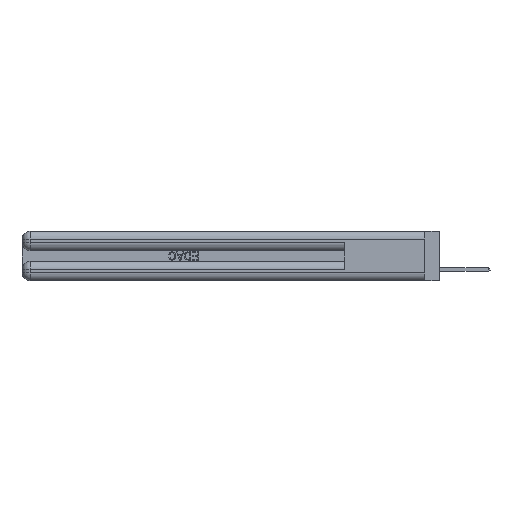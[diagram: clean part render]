
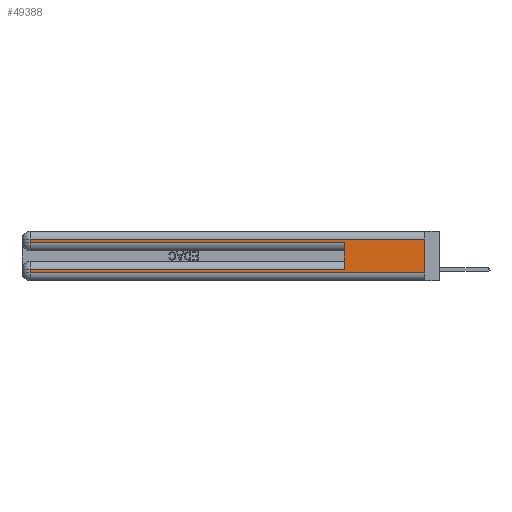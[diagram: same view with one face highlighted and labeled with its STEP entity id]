
A CAD part, left-side view. The second image highlights one B-rep face of the part: STEP entity #49388.
In plain terms, the highlighted planar face has unit normal (-1, 0, 0).
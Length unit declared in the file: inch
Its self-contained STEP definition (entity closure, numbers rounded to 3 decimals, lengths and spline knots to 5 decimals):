
#388 = ORIENTED_EDGE ( 'NONE', *, *, #4670, .T. ) ;
#792 = EDGE_LOOP ( 'NONE', ( #23101, #40502, #44482, #37695, #46294, #15342, #42504, #388 ) ) ;
#1830 = VECTOR ( 'NONE', #44207, 39.37008 ) ;
#4670 = EDGE_CURVE ( 'NONE', #38895, #53451, #47585, .T. ) ;
#5177 = VERTEX_POINT ( 'NONE', #45627 ) ;
#5925 = LINE ( 'NONE', #52608, #36451 ) ;
#7202 = DIRECTION ( 'NONE',  ( 0., 0., 1. ) ) ;
#7729 = DIRECTION ( 'NONE',  ( 0., -1., 0. ) ) ;
#9416 = VECTOR ( 'NONE', #43716, 39.37008 ) ;
#11007 = VERTEX_POINT ( 'NONE', #22890 ) ;
#11217 = CARTESIAN_POINT ( 'NONE',  ( 0., 0., 0.37 ) ) ;
#12052 = LINE ( 'NONE', #52373, #1830 ) ;
#14333 = CARTESIAN_POINT ( 'NONE',  ( 0., 2.94, 0.285 ) ) ;
#15098 = DIRECTION ( 'NONE',  ( 0., -1., 0. ) ) ;
#15342 = ORIENTED_EDGE ( 'NONE', *, *, #27842, .T. ) ;
#16767 = LINE ( 'NONE', #51392, #9416 ) ;
#18592 = DIRECTION ( 'NONE',  ( 0., 1., 0. ) ) ;
#19133 = FACE_OUTER_BOUND ( 'NONE', #792, .T. ) ;
#19855 = CARTESIAN_POINT ( 'NONE',  ( 0., 0., 0.31 ) ) ;
#20114 = AXIS2_PLACEMENT_3D ( 'NONE', #11217, #36966, #37148 ) ;
#20350 = VECTOR ( 'NONE', #45018, 39.37008 ) ;
#21876 = CARTESIAN_POINT ( 'NONE',  ( 0., 0., 0.37 ) ) ;
#22890 = CARTESIAN_POINT ( 'NONE',  ( 0., 0.6, 0.285 ) ) ;
#23075 = LINE ( 'NONE', #40811, #50299 ) ;
#23101 = ORIENTED_EDGE ( 'NONE', *, *, #41533, .F. ) ;
#24542 = PLANE ( 'NONE',  #20114 ) ;
#25102 = VECTOR ( 'NONE', #7202, 39.37008 ) ;
#25880 = CARTESIAN_POINT ( 'NONE',  ( 0., 2.94, 0.085 ) ) ;
#27842 = EDGE_CURVE ( 'NONE', #49391, #42423, #16767, .T. ) ;
#28318 = VECTOR ( 'NONE', #34501, 39.37008 ) ;
#28848 = CARTESIAN_POINT ( 'NONE',  ( 0., 0., 0.06 ) ) ;
#30136 = EDGE_CURVE ( 'NONE', #35668, #11007, #23075, .T. ) ;
#31069 = EDGE_CURVE ( 'NONE', #42423, #38895, #47975, .T. ) ;
#33739 = LINE ( 'NONE', #53627, #25102 ) ;
#34501 = DIRECTION ( 'NONE',  ( 0., 0., -1. ) ) ;
#35044 = EDGE_CURVE ( 'NONE', #45349, #5177, #5925, .T. ) ;
#35089 = VECTOR ( 'NONE', #7729, 39.37008 ) ;
#35668 = VERTEX_POINT ( 'NONE', #14333 ) ;
#36451 = VECTOR ( 'NONE', #18592, 39.37008 ) ;
#36966 = DIRECTION ( 'NONE',  ( 1., 0., 0. ) ) ;
#37148 = DIRECTION ( 'NONE',  ( 0., 0., -1. ) ) ;
#37695 = ORIENTED_EDGE ( 'NONE', *, *, #30136, .T. ) ;
#38023 = CARTESIAN_POINT ( 'NONE',  ( 0., 0., 0.06 ) ) ;
#38651 = EDGE_CURVE ( 'NONE', #5177, #35668, #12052, .T. ) ;
#38895 = VERTEX_POINT ( 'NONE', #46162 ) ;
#39439 = LINE ( 'NONE', #21876, #28318 ) ;
#40502 = ORIENTED_EDGE ( 'NONE', *, *, #35044, .T. ) ;
#40776 = CARTESIAN_POINT ( 'NONE',  ( 0., 2.94, 0.37 ) ) ;
#40811 = CARTESIAN_POINT ( 'NONE',  ( 0., 0., 0.285 ) ) ;
#41533 = EDGE_CURVE ( 'NONE', #45349, #53451, #39439, .T. ) ;
#42423 = VERTEX_POINT ( 'NONE', #25880 ) ;
#42504 = ORIENTED_EDGE ( 'NONE', *, *, #31069, .T. ) ;
#43716 = DIRECTION ( 'NONE',  ( 0., 1., 0. ) ) ;
#43975 = EDGE_CURVE ( 'NONE', #49391, #11007, #33739, .T. ) ;
#44207 = DIRECTION ( 'NONE',  ( 0., 0., -1. ) ) ;
#44482 = ORIENTED_EDGE ( 'NONE', *, *, #38651, .T. ) ;
#45018 = DIRECTION ( 'NONE',  ( 0., 0., -1. ) ) ;
#45349 = VERTEX_POINT ( 'NONE', #19855 ) ;
#45627 = CARTESIAN_POINT ( 'NONE',  ( 0., 2.94, 0.31 ) ) ;
#45823 = CARTESIAN_POINT ( 'NONE',  ( 0., 0.6, 0.085 ) ) ;
#46162 = CARTESIAN_POINT ( 'NONE',  ( 0., 2.94, 0.06 ) ) ;
#46294 = ORIENTED_EDGE ( 'NONE', *, *, #43975, .F. ) ;
#47585 = LINE ( 'NONE', #28848, #35089 ) ;
#47975 = LINE ( 'NONE', #40776, #20350 ) ;
#49388 = ADVANCED_FACE ( 'NONE', ( #19133 ), #24542, .F. ) ;
#49391 = VERTEX_POINT ( 'NONE', #45823 ) ;
#50299 = VECTOR ( 'NONE', #15098, 39.37008 ) ;
#51392 = CARTESIAN_POINT ( 'NONE',  ( 0., 0., 0.085 ) ) ;
#52373 = CARTESIAN_POINT ( 'NONE',  ( 0., 2.94, 0.37 ) ) ;
#52608 = CARTESIAN_POINT ( 'NONE',  ( 0., 0., 0.31 ) ) ;
#53451 = VERTEX_POINT ( 'NONE', #38023 ) ;
#53627 = CARTESIAN_POINT ( 'NONE',  ( 0., 0.6, 0.145 ) ) ;
